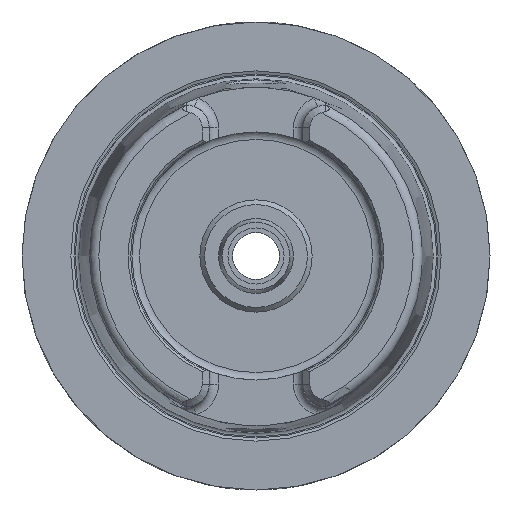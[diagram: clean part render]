
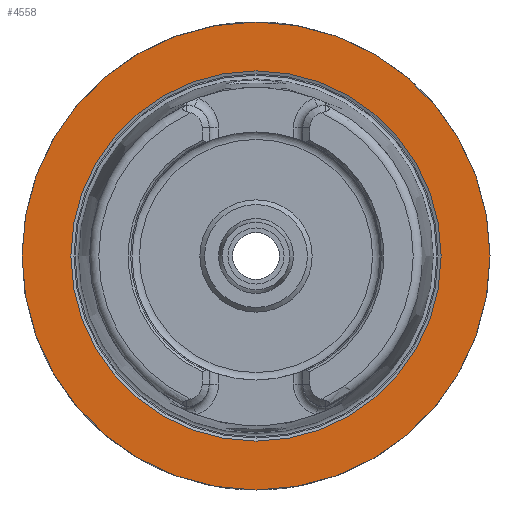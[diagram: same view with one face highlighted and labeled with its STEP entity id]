
A CAD part, left-side view. The second image highlights one B-rep face of the part: STEP entity #4558.
In plain terms, the highlighted planar face has unit normal (-1, 0, 0).
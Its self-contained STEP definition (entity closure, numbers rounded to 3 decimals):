
#3744=CARTESIAN_POINT('',(0.,50.0,0.0));
#3745=VERTEX_POINT('',#3744);
#3746=CARTESIAN_POINT('',(0.,0.,0.0));
#3747=DIRECTION('',(1.0,0.0,0.0));
#3748=DIRECTION('',(0.0,1.0,0.0));
#3749=AXIS2_PLACEMENT_3D('',#3746,#3747,#3748);
#3750=CIRCLE('',#3749,50.0);
#3751=EDGE_CURVE('',#3745,#3745,#3750,.T.);
#4532=CARTESIAN_POINT('',(0.,39.55,0.0));
#4533=VERTEX_POINT('',#4532);
#4534=CARTESIAN_POINT('',(0.,0.,0.0));
#4535=DIRECTION('',(1.0,0.0,0.0));
#4536=DIRECTION('',(0.0,1.0,0.0));
#4537=AXIS2_PLACEMENT_3D('',#4534,#4535,#4536);
#4538=CIRCLE('',#4537,39.55);
#4539=EDGE_CURVE('',#4533,#4533,#4538,.T.);
#4547=CARTESIAN_POINT('',(0.,44.775,0.0));
#4548=DIRECTION('',(-1.0,0.0,0.0));
#4549=DIRECTION('',(0.0,0.0,1.0));
#4550=AXIS2_PLACEMENT_3D('',#4547,#4548,#4549);
#4551=PLANE('',#4550);
#4552=ORIENTED_EDGE('',*,*,#3751,.F.);
#4553=EDGE_LOOP('',(#4552));
#4554=FACE_OUTER_BOUND('',#4553,.T.);
#4555=ORIENTED_EDGE('',*,*,#4539,.T.);
#4556=EDGE_LOOP('',(#4555));
#4557=FACE_BOUND('',#4556,.T.);
#4558=ADVANCED_FACE('',(#4554,#4557),#4551,.T.);
